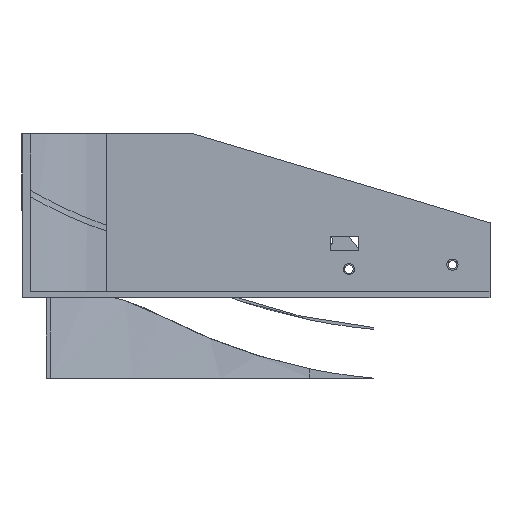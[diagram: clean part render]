
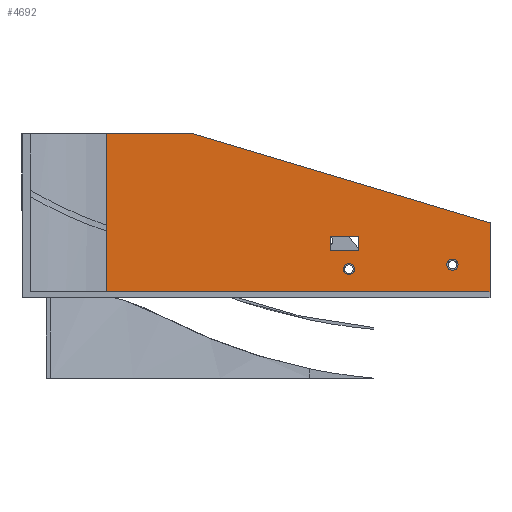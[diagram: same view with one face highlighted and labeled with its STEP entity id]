
A CAD part, front view. The second image highlights one B-rep face of the part: STEP entity #4692.
In plain terms, the highlighted face is planar.
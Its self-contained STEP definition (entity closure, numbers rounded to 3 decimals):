
#241=FACE_BOUND('',#838,.T.);
#242=FACE_BOUND('',#839,.T.);
#243=FACE_BOUND('',#840,.T.);
#314=PLANE('',#5499);
#545=FACE_OUTER_BOUND('',#837,.T.);
#837=EDGE_LOOP('',(#4116,#4117,#4118,#4119,#4120,#4121,#4122));
#838=EDGE_LOOP('',(#4123,#4124,#4125,#4126));
#839=EDGE_LOOP('',(#4127));
#840=EDGE_LOOP('',(#4128));
#1168=LINE('',#8370,#1520);
#1172=LINE('',#8377,#1524);
#1175=LINE('',#8383,#1527);
#1177=LINE('',#8386,#1529);
#1180=LINE('',#8444,#1532);
#1182=LINE('',#8463,#1534);
#1183=LINE('',#8465,#1535);
#1184=LINE('',#8467,#1536);
#1185=LINE('',#8469,#1537);
#1186=LINE('',#8471,#1538);
#1187=LINE('',#8472,#1539);
#1520=VECTOR('',#6808,10.);
#1524=VECTOR('',#6814,10.);
#1527=VECTOR('',#6819,10.);
#1529=VECTOR('',#6823,10.);
#1532=VECTOR('',#6838,10.);
#1534=VECTOR('',#6842,10.);
#1535=VECTOR('',#6843,10.);
#1536=VECTOR('',#6844,10.);
#1537=VECTOR('',#6845,10.);
#1538=VECTOR('',#6846,10.);
#1539=VECTOR('',#6847,10.);
#1854=CIRCLE('',#5494,6.);
#1856=CIRCLE('',#5497,6.);
#2250=VERTEX_POINT('',#8367);
#2251=VERTEX_POINT('',#8369);
#2253=VERTEX_POINT('',#8375);
#2255=VERTEX_POINT('',#8381);
#2256=VERTEX_POINT('',#8388);
#2258=VERTEX_POINT('',#8394);
#2261=VERTEX_POINT('',#8428);
#2262=VERTEX_POINT('',#8443);
#2264=VERTEX_POINT('',#8462);
#2265=VERTEX_POINT('',#8464);
#2266=VERTEX_POINT('',#8466);
#2267=VERTEX_POINT('',#8468);
#2268=VERTEX_POINT('',#8470);
#2876=EDGE_CURVE('',#2250,#2251,#1168,.T.);
#2880=EDGE_CURVE('',#2253,#2250,#1172,.T.);
#2883=EDGE_CURVE('',#2255,#2253,#1175,.T.);
#2885=EDGE_CURVE('',#2251,#2255,#1177,.T.);
#2886=EDGE_CURVE('',#2256,#2256,#1854,.T.);
#2889=EDGE_CURVE('',#2258,#2258,#1856,.T.);
#2893=EDGE_CURVE('',#2262,#2261,#1180,.T.);
#2896=EDGE_CURVE('',#2261,#2264,#1182,.T.);
#2897=EDGE_CURVE('',#2265,#2264,#1183,.T.);
#2898=EDGE_CURVE('',#2265,#2266,#1184,.T.);
#2899=EDGE_CURVE('',#2267,#2266,#1185,.T.);
#2900=EDGE_CURVE('',#2268,#2267,#1186,.T.);
#2901=EDGE_CURVE('',#2268,#2262,#1187,.T.);
#4116=ORIENTED_EDGE('',*,*,#2893,.T.);
#4117=ORIENTED_EDGE('',*,*,#2896,.T.);
#4118=ORIENTED_EDGE('',*,*,#2897,.F.);
#4119=ORIENTED_EDGE('',*,*,#2898,.T.);
#4120=ORIENTED_EDGE('',*,*,#2899,.F.);
#4121=ORIENTED_EDGE('',*,*,#2900,.F.);
#4122=ORIENTED_EDGE('',*,*,#2901,.T.);
#4123=ORIENTED_EDGE('',*,*,#2883,.F.);
#4124=ORIENTED_EDGE('',*,*,#2885,.F.);
#4125=ORIENTED_EDGE('',*,*,#2876,.F.);
#4126=ORIENTED_EDGE('',*,*,#2880,.F.);
#4127=ORIENTED_EDGE('',*,*,#2886,.F.);
#4128=ORIENTED_EDGE('',*,*,#2889,.F.);
#4692=ADVANCED_FACE('',(#545,#241,#242,#243),#314,.T.);
#5494=AXIS2_PLACEMENT_3D('',#8389,#6826,#6827);
#5497=AXIS2_PLACEMENT_3D('',#8395,#6833,#6834);
#5499=AXIS2_PLACEMENT_3D('',#8461,#6840,#6841);
#6808=DIRECTION('',(0.,0.,1.));
#6814=DIRECTION('',(-1.,0.,0.));
#6819=DIRECTION('',(0.,0.,-1.));
#6823=DIRECTION('',(1.,0.,0.));
#6826=DIRECTION('center_axis',(0.,1.,0.));
#6827=DIRECTION('ref_axis',(-1.,0.,0.));
#6833=DIRECTION('center_axis',(0.,1.,0.));
#6834=DIRECTION('ref_axis',(-1.,0.,0.));
#6838=DIRECTION('',(0.,0.,1.));
#6840=DIRECTION('center_axis',(0.,1.,0.));
#6841=DIRECTION('ref_axis',(-1.,0.,0.));
#6842=DIRECTION('',(0.,0.,1.));
#6843=DIRECTION('',(-1.,0.,0.));
#6844=DIRECTION('',(0.,0.,-1.));
#6845=DIRECTION('',(0.958,0.,0.287));
#6846=DIRECTION('',(1.,0.,0.));
#6847=DIRECTION('',(0.,0.,1.));
#8367=CARTESIAN_POINT('',(80.,6.,35.));
#8369=CARTESIAN_POINT('',(80.,6.,50.));
#8370=CARTESIAN_POINT('',(80.,6.,-32.5));
#8375=CARTESIAN_POINT('',(110.,6.,35.));
#8377=CARTESIAN_POINT('',(180.,6.,35.));
#8381=CARTESIAN_POINT('',(110.,6.,50.));
#8383=CARTESIAN_POINT('',(110.,6.,-25.));
#8386=CARTESIAN_POINT('',(165.,6.,50.));
#8388=CARTESIAN_POINT('',(215.891,6.,64.858));
#8389=CARTESIAN_POINT('Origin',(209.891,6.,64.858));
#8394=CARTESIAN_POINT('',(105.293,6.,69.574));
#8395=CARTESIAN_POINT('Origin',(99.293,6.,69.574));
#8428=CARTESIAN_POINT('',(-160.,6.,28.991));
#8443=CARTESIAN_POINT('',(-160.,6.,22.635));
#8444=CARTESIAN_POINT('',(-160.,6.,-75.));
#8461=CARTESIAN_POINT('Origin',(250.,6.,-100.));
#8462=CARTESIAN_POINT('',(-160.,6.,94.));
#8463=CARTESIAN_POINT('',(-160.,6.,-100.));
#8464=CARTESIAN_POINT('',(250.,6.,94.));
#8465=CARTESIAN_POINT('',(130.812,6.,94.));
#8466=CARTESIAN_POINT('',(250.,6.,20.));
#8467=CARTESIAN_POINT('',(250.,6.,-100.));
#8468=CARTESIAN_POINT('',(-66.667,6.,-75.));
#8469=CARTESIAN_POINT('',(33.486,6.,-44.954));
#8470=CARTESIAN_POINT('',(-160.,6.,-75.));
#8471=CARTESIAN_POINT('',(125.,6.,-75.));
#8472=CARTESIAN_POINT('',(-160.,6.,-100.));
